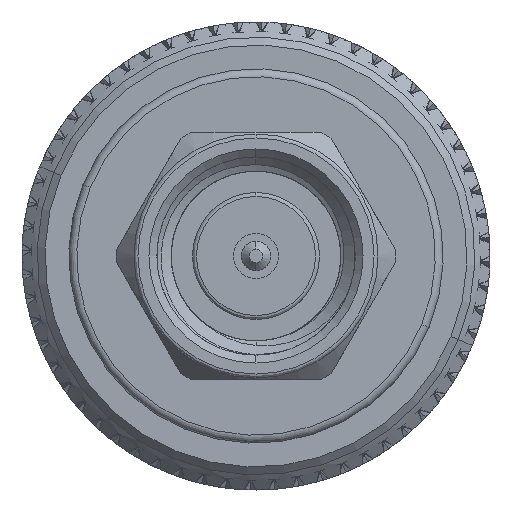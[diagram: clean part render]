
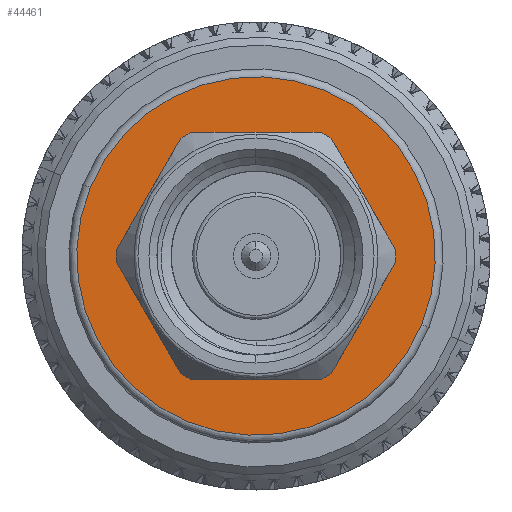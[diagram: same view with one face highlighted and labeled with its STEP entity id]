
A CAD part, left-side view. The second image highlights one B-rep face of the part: STEP entity #44461.
In plain terms, the highlighted face is planar.
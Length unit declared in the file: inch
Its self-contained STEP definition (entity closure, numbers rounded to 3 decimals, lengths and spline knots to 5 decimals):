
#1512 = CARTESIAN_POINT ( 'NONE',  ( 0.6265, 0., 0. ) ) ;
#7392 = DIRECTION ( 'NONE',  ( 1., 0., 0. ) ) ;
#10385 = CIRCLE ( 'NONE', #61109, 0.226 ) ;
#11038 = VERTEX_POINT ( 'NONE', #50715 ) ;
#14849 = VERTEX_POINT ( 'NONE', #52558 ) ;
#23651 = DIRECTION ( 'NONE',  ( 1., 0., 0. ) ) ;
#23852 = CARTESIAN_POINT ( 'NONE',  ( 0.6265, 0., 0. ) ) ;
#24700 = FACE_BOUND ( 'NONE', #73490, .T. ) ;
#28758 = DIRECTION ( 'NONE',  ( 0., 0., -1. ) ) ;
#30016 = AXIS2_PLACEMENT_3D ( 'NONE', #23852, #7392, #73546 ) ;
#31963 = ORIENTED_EDGE ( 'NONE', *, *, #94173, .T. ) ;
#34444 = EDGE_CURVE ( 'NONE', #11038, #14849, #10385, .T. ) ;
#34922 = ORIENTED_EDGE ( 'NONE', *, *, #89771, .T. ) ;
#35113 = FACE_OUTER_BOUND ( 'NONE', #72452, .T. ) ;
#36988 = CIRCLE ( 'NONE', #89799, 0.226 ) ;
#44461 = ADVANCED_FACE ( 'NONE', ( #24700, #35113 ), #68064, .T. ) ;
#46894 = AXIS2_PLACEMENT_3D ( 'NONE', #66246, #73704, #81686 ) ;
#49609 = DIRECTION ( 'NONE',  ( -1., 0., 0. ) ) ;
#50223 = CIRCLE ( 'NONE', #46894, 0.10325 ) ;
#50715 = CARTESIAN_POINT ( 'NONE',  ( 0.6265, 0., -0.226 ) ) ;
#52558 = CARTESIAN_POINT ( 'NONE',  ( 0.6265, 0., 0.226 ) ) ;
#60616 = ORIENTED_EDGE ( 'NONE', *, *, #34444, .T. ) ;
#61109 = AXIS2_PLACEMENT_3D ( 'NONE', #1512, #23651, #82324 ) ;
#63466 = CARTESIAN_POINT ( 'NONE',  ( 0.6265, 0., 0. ) ) ;
#65579 = CARTESIAN_POINT ( 'NONE',  ( 0.6265, 0., 0. ) ) ;
#66073 = EDGE_CURVE ( 'NONE', #88662, #93886, #50223, .T. ) ;
#66246 = CARTESIAN_POINT ( 'NONE',  ( 0.6265, 0., 0. ) ) ;
#68064 = PLANE ( 'NONE',  #30016 ) ;
#69599 = ORIENTED_EDGE ( 'NONE', *, *, #66073, .T. ) ;
#72452 = EDGE_LOOP ( 'NONE', ( #60616, #34922 ) ) ;
#73490 = EDGE_LOOP ( 'NONE', ( #31963, #69599 ) ) ;
#73546 = DIRECTION ( 'NONE',  ( 0., 0., -1. ) ) ;
#73704 = DIRECTION ( 'NONE',  ( -1., 0., 0. ) ) ;
#78563 = DIRECTION ( 'NONE',  ( 0., 0., -1. ) ) ;
#79143 = AXIS2_PLACEMENT_3D ( 'NONE', #63466, #49609, #78563 ) ;
#81686 = DIRECTION ( 'NONE',  ( 0., 0., -1. ) ) ;
#82324 = DIRECTION ( 'NONE',  ( 0., 0., -1. ) ) ;
#84213 = CARTESIAN_POINT ( 'NONE',  ( 0.6265, 0., 0.10325 ) ) ;
#87446 = DIRECTION ( 'NONE',  ( 1., 0., 0. ) ) ;
#88662 = VERTEX_POINT ( 'NONE', #84213 ) ;
#89771 = EDGE_CURVE ( 'NONE', #14849, #11038, #36988, .T. ) ;
#89799 = AXIS2_PLACEMENT_3D ( 'NONE', #65579, #87446, #28758 ) ;
#91957 = CARTESIAN_POINT ( 'NONE',  ( 0.6265, 0., -0.10325 ) ) ;
#92988 = CIRCLE ( 'NONE', #79143, 0.10325 ) ;
#93886 = VERTEX_POINT ( 'NONE', #91957 ) ;
#94173 = EDGE_CURVE ( 'NONE', #93886, #88662, #92988, .T. ) ;
